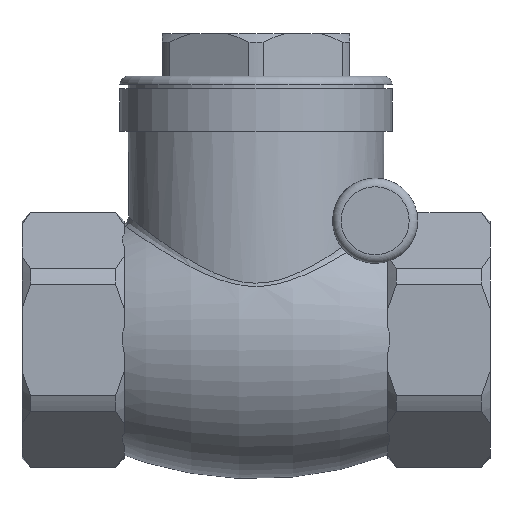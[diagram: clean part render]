
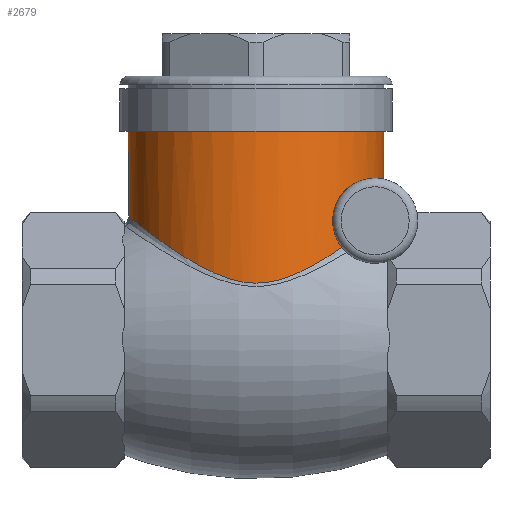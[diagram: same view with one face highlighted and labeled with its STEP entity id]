
A CAD part, left-side view. The second image highlights one B-rep face of the part: STEP entity #2679.
In plain terms, the highlighted cylindrical face has radius 15 mm (diameter 30 mm), a full revolution.
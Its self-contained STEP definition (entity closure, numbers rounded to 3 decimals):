
#127=CIRCLE('',#2816,15.);
#235=B_SPLINE_CURVE_WITH_KNOTS('',3,(#3709,#3710,#3711,#3712,#3713,#3714,
#3715,#3716,#3717,#3718,#3719,#3720,#3721,#3722,#3723,#3724,#3725),
 .UNSPECIFIED.,.F.,.F.,(4,1,1,1,1,1,1,1,1,1,1,1,1,1,4),(0.013,
0.015,0.018,0.02,0.023,
0.025,0.028,0.033,0.038,
0.04,0.042,0.045,0.047,
0.05,0.052),.UNSPECIFIED.);
#236=B_SPLINE_CURVE_WITH_KNOTS('',3,(#3728,#3729,#3730,#3731,#3732,#3733,
#3734,#3735,#3736,#3737,#3738,#3739,#3740,#3741),.UNSPECIFIED.,.F.,.F.,
(4,1,1,1,1,1,1,1,1,1,1,4),(0.,0.004,0.007,
0.009,0.011,0.013,0.015,
0.017,0.022,0.026,0.03,
0.035),.UNSPECIFIED.);
#237=B_SPLINE_CURVE_WITH_KNOTS('',3,(#3743,#3744,#3745,#3746,#3747),
 .UNSPECIFIED.,.F.,.F.,(4,1,4),(0.,0.002,0.004),
 .UNSPECIFIED.);
#238=B_SPLINE_CURVE_WITH_KNOTS('',3,(#3749,#3750,#3751,#3752,#3753,#3754,
#3755,#3756,#3757,#3758,#3759,#3760,#3761,#3762,#3763),.UNSPECIFIED.,.F.,
 .F.,(4,1,1,1,1,1,1,1,1,1,1,1,4),(0.039,0.043,
0.048,0.052,0.054,0.056,
0.058,0.061,0.063,0.065,
0.067,0.069,0.074),.UNSPECIFIED.);
#354=ORIENTED_EDGE('',*,*,#934,.T.);
#355=ORIENTED_EDGE('',*,*,#935,.T.);
#356=ORIENTED_EDGE('',*,*,#936,.T.);
#357=ORIENTED_EDGE('',*,*,#937,.T.);
#358=ORIENTED_EDGE('',*,*,#938,.F.);
#934=EDGE_CURVE('',#1222,#1223,#235,.T.);
#935=EDGE_CURVE('',#1223,#1224,#236,.T.);
#936=EDGE_CURVE('',#1224,#1225,#237,.T.);
#937=EDGE_CURVE('',#1225,#1222,#238,.T.);
#938=EDGE_CURVE('',#1226,#1226,#127,.F.);
#1222=VERTEX_POINT('',#3726);
#1223=VERTEX_POINT('',#3727);
#1224=VERTEX_POINT('',#3742);
#1225=VERTEX_POINT('',#3748);
#1226=VERTEX_POINT('',#3765);
#1575=EDGE_LOOP('',(#354,#355,#356,#357));
#1576=EDGE_LOOP('',(#358));
#1711=FACE_BOUND('',#1575,.T.);
#1712=FACE_BOUND('',#1576,.T.);
#1843=CYLINDRICAL_SURFACE('',#2815,15.);
#2679=ADVANCED_FACE('',(#1711,#1712),#1843,.T.);
#2815=AXIS2_PLACEMENT_3D('',#3708,#3061,#3062);
#2816=AXIS2_PLACEMENT_3D('',#3764,#3063,#3064);
#3061=DIRECTION('',(0.,0.,-1.));
#3062=DIRECTION('',(-1.,0.,0.));
#3063=DIRECTION('',(0.,0.,-1.));
#3064=DIRECTION('',(-1.,0.,0.));
#3708=CARTESIAN_POINT('',(0.,0.,36.));
#3709=CARTESIAN_POINT('',(-11.083,-10.108,10.861));
#3710=CARTESIAN_POINT('',(-11.502,-9.649,11.43));
#3711=CARTESIAN_POINT('',(-12.073,-8.905,12.885));
#3712=CARTESIAN_POINT('',(-11.998,-9.014,15.529));
#3713=CARTESIAN_POINT('',(-10.979,-10.291,17.575));
#3714=CARTESIAN_POINT('',(-9.272,-11.876,18.622));
#3715=CARTESIAN_POINT('',(-7.189,-13.244,18.991));
#3716=CARTESIAN_POINT('',(-4.138,-14.585,19.02));
#3717=CARTESIAN_POINT('',(0.,-15.277,18.819));
#3718=CARTESIAN_POINT('',(4.138,-14.585,19.02));
#3719=CARTESIAN_POINT('',(7.189,-13.244,18.991));
#3720=CARTESIAN_POINT('',(9.274,-11.875,18.622));
#3721=CARTESIAN_POINT('',(10.979,-10.291,17.576));
#3722=CARTESIAN_POINT('',(11.996,-9.016,15.532));
#3723=CARTESIAN_POINT('',(12.075,-8.902,12.894));
#3724=CARTESIAN_POINT('',(11.501,-9.649,11.43));
#3725=CARTESIAN_POINT('',(11.083,-10.108,10.861));
#3726=CARTESIAN_POINT('',(-11.083,-10.108,10.861));
#3727=CARTESIAN_POINT('',(11.083,-10.108,10.861));
#3728=CARTESIAN_POINT('',(11.083,-10.108,10.861));
#3729=CARTESIAN_POINT('',(11.966,-9.14,10.204));
#3730=CARTESIAN_POINT('',(13.064,-7.569,9.188));
#3731=CARTESIAN_POINT('',(14.137,-5.146,7.921));
#3732=CARTESIAN_POINT('',(14.707,-3.188,7.131));
#3733=CARTESIAN_POINT('',(15.017,-1.052,6.644));
#3734=CARTESIAN_POINT('',(15.008,1.164,6.658));
#3735=CARTESIAN_POINT('',(14.685,3.288,7.164));
#3736=CARTESIAN_POINT('',(13.908,5.89,8.234));
#3737=CARTESIAN_POINT('',(12.374,8.766,9.924));
#3738=CARTESIAN_POINT('',(9.737,11.637,11.905));
#3739=CARTESIAN_POINT('',(6.286,13.832,13.55));
#3740=CARTESIAN_POINT('',(3.529,14.652,14.19));
#3741=CARTESIAN_POINT('',(2.087,14.854,14.348));
#3742=CARTESIAN_POINT('',(2.087,14.854,14.348));
#3743=CARTESIAN_POINT('',(2.087,14.854,14.348));
#3744=CARTESIAN_POINT('',(1.396,14.951,14.424));
#3745=CARTESIAN_POINT('',(-0.001,15.049,14.47));
#3746=CARTESIAN_POINT('',(-1.396,14.951,14.424));
#3747=CARTESIAN_POINT('',(-2.087,14.854,14.348));
#3748=CARTESIAN_POINT('',(-2.087,14.854,14.348));
#3749=CARTESIAN_POINT('',(-2.087,14.854,14.348));
#3750=CARTESIAN_POINT('',(-3.525,14.652,14.19));
#3751=CARTESIAN_POINT('',(-6.287,13.834,13.55));
#3752=CARTESIAN_POINT('',(-9.747,11.629,11.9));
#3753=CARTESIAN_POINT('',(-11.945,9.233,10.243));
#3754=CARTESIAN_POINT('',(-13.308,7.011,8.898));
#3755=CARTESIAN_POINT('',(-14.107,5.226,7.959));
#3756=CARTESIAN_POINT('',(-14.692,3.257,7.153));
#3757=CARTESIAN_POINT('',(-15.01,1.137,6.655));
#3758=CARTESIAN_POINT('',(-15.016,-1.067,6.646));
#3759=CARTESIAN_POINT('',(-14.703,-3.204,7.136));
#3760=CARTESIAN_POINT('',(-14.134,-5.154,7.925));
#3761=CARTESIAN_POINT('',(-13.062,-7.574,9.191));
#3762=CARTESIAN_POINT('',(-11.965,-9.141,10.204));
#3763=CARTESIAN_POINT('',(-11.083,-10.108,10.861));
#3764=CARTESIAN_POINT('',(0.,0.,24.5));
#3765=CARTESIAN_POINT('',(-15.,0.,24.5));
